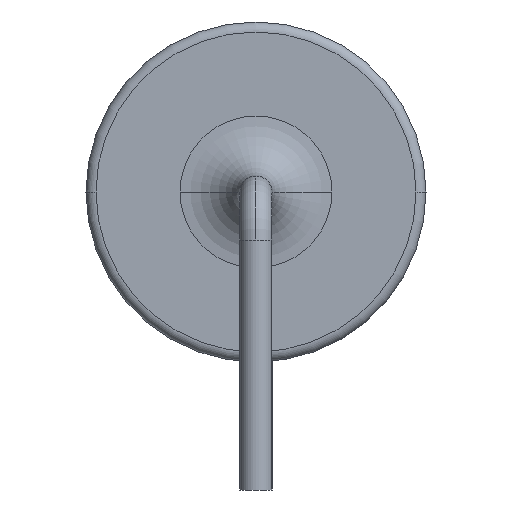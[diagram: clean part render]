
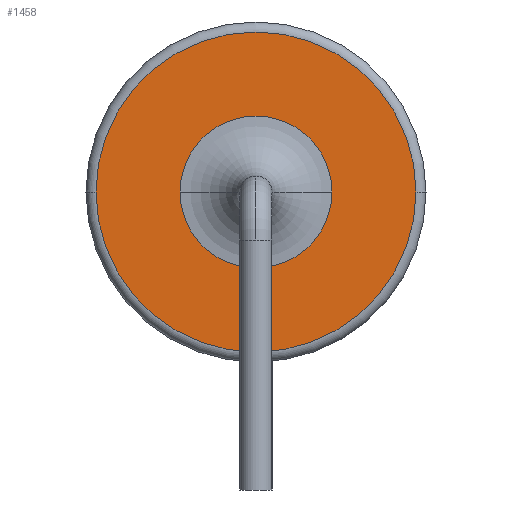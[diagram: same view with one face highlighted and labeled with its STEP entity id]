
A CAD part, left-side view. The second image highlights one B-rep face of the part: STEP entity #1458.
In plain terms, the highlighted planar face has unit normal (-1, 0, 0).
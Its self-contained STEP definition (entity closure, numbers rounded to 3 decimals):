
#785=CARTESIAN_POINT('',(-26.65,-1.9,4.25));
#786=VERTEX_POINT('',#785);
#803=CARTESIAN_POINT('',(-26.65,1.9,4.25));
#804=VERTEX_POINT('',#803);
#812=CARTESIAN_POINT('',(-26.65,0.,4.25));
#813=DIRECTION('',(-1.0,0.0,0.0));
#814=DIRECTION('',(0.0,0.0,-1.0));
#815=AXIS2_PLACEMENT_3D('',#812,#813,#814);
#816=CIRCLE('',#815,1.9);
#817=EDGE_CURVE('',#804,#786,#816,.T.);
#973=CARTESIAN_POINT('',(-26.65,-4.,4.25));
#974=VERTEX_POINT('',#973);
#984=CARTESIAN_POINT('',(-26.65,4.,4.25));
#985=VERTEX_POINT('',#984);
#986=CARTESIAN_POINT('',(-26.65,0.,4.25));
#987=DIRECTION('',(1.0,0.0,0.0));
#988=DIRECTION('',(0.0,0.0,-1.0));
#989=AXIS2_PLACEMENT_3D('',#986,#987,#988);
#990=CIRCLE('',#989,4.);
#991=EDGE_CURVE('',#974,#985,#990,.T.);
#1298=CARTESIAN_POINT('',(-26.65,0.,8.25));
#1299=VERTEX_POINT('',#1298);
#1300=CARTESIAN_POINT('',(-26.65,0.,4.25));
#1301=DIRECTION('',(1.0,0.0,0.0));
#1302=DIRECTION('',(0.0,0.0,-1.0));
#1303=AXIS2_PLACEMENT_3D('',#1300,#1301,#1302);
#1304=CIRCLE('',#1303,4.);
#1305=EDGE_CURVE('',#985,#1299,#1304,.T.);
#1307=CARTESIAN_POINT('',(-26.65,0.,4.25));
#1308=DIRECTION('',(1.0,0.0,0.0));
#1309=DIRECTION('',(0.0,0.0,-1.0));
#1310=AXIS2_PLACEMENT_3D('',#1307,#1308,#1309);
#1311=CIRCLE('',#1310,4.);
#1312=EDGE_CURVE('',#1299,#974,#1311,.T.);
#1429=CARTESIAN_POINT('',(-26.65,4.4,8.65));
#1430=DIRECTION('',(-1.0,0.0,0.0));
#1431=DIRECTION('',(0.0,-1.0,0.0));
#1432=AXIS2_PLACEMENT_3D('',#1429,#1430,#1431);
#1433=PLANE('',#1432);
#1434=ORIENTED_EDGE('',*,*,#1312,.F.);
#1435=ORIENTED_EDGE('',*,*,#1305,.F.);
#1436=ORIENTED_EDGE('',*,*,#991,.F.);
#1437=EDGE_LOOP('',(#1434,#1435,#1436));
#1438=FACE_OUTER_BOUND('',#1437,.T.);
#1439=CARTESIAN_POINT('',(-26.65,0.,6.15));
#1440=VERTEX_POINT('',#1439);
#1441=CARTESIAN_POINT('',(-26.65,0.,4.25));
#1442=DIRECTION('',(-1.0,0.0,0.0));
#1443=DIRECTION('',(0.0,0.0,-1.0));
#1444=AXIS2_PLACEMENT_3D('',#1441,#1442,#1443);
#1445=CIRCLE('',#1444,1.9);
#1446=EDGE_CURVE('',#1440,#804,#1445,.T.);
#1447=ORIENTED_EDGE('',*,*,#1446,.F.);
#1448=CARTESIAN_POINT('',(-26.65,0.,4.25));
#1449=DIRECTION('',(-1.0,0.0,0.0));
#1450=DIRECTION('',(0.0,0.0,-1.0));
#1451=AXIS2_PLACEMENT_3D('',#1448,#1449,#1450);
#1452=CIRCLE('',#1451,1.9);
#1453=EDGE_CURVE('',#786,#1440,#1452,.T.);
#1454=ORIENTED_EDGE('',*,*,#1453,.F.);
#1455=ORIENTED_EDGE('',*,*,#817,.F.);
#1456=EDGE_LOOP('',(#1447,#1454,#1455));
#1457=FACE_BOUND('',#1456,.T.);
#1458=ADVANCED_FACE('',(#1438,#1457),#1433,.T.);
